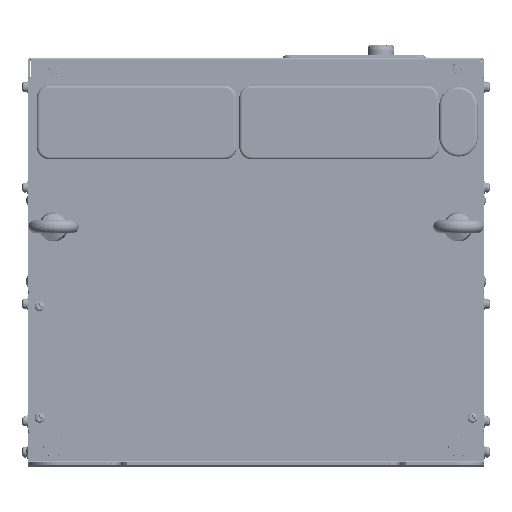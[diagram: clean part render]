
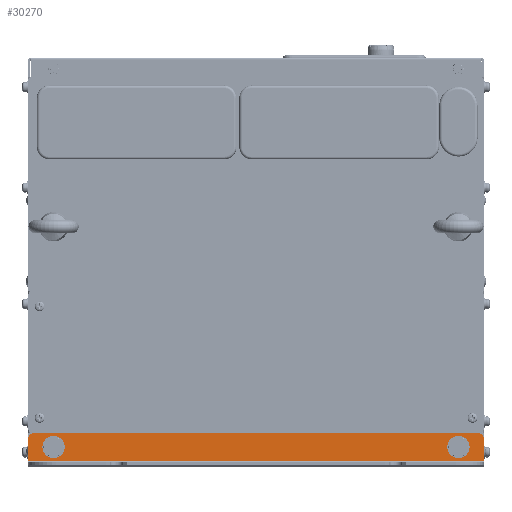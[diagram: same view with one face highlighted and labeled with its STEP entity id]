
A CAD part, top view. The second image highlights one B-rep face of the part: STEP entity #30270.
In plain terms, the highlighted planar face has unit normal (0, 0, 1).
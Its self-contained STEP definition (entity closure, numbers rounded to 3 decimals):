
#5980 = CARTESIAN_POINT ( 'NONE',  ( 163., -110.2, 286.5 ) ) ;
#6488 = CARTESIAN_POINT ( 'NONE',  ( -160., -90.2, 286.5 ) ) ;
#8147 = CARTESIAN_POINT ( 'NONE',  ( 160., -87.2, 286.5 ) ) ;
#8329 = CARTESIAN_POINT ( 'NONE',  ( 160., -90.2, 286.5 ) ) ;
#10538 = DIRECTION ( 'NONE',  ( 0., -1., 0. ) ) ;
#11191 = EDGE_LOOP ( 'NONE', ( #24211, #136923 ) ) ;
#11795 = LINE ( 'NONE', #150380, #96115 ) ;
#15638 = ORIENTED_EDGE ( 'NONE', *, *, #152120, .T. ) ;
#15769 = EDGE_CURVE ( 'NONE', #72655, #209729, #154002, .T. ) ;
#18759 = VERTEX_POINT ( 'NONE', #82462 ) ;
#19640 = PLANE ( 'NONE',  #86160 ) ;
#20326 = VERTEX_POINT ( 'NONE', #52842 ) ;
#21615 = EDGE_CURVE ( 'NONE', #18759, #115631, #74849, .T. ) ;
#21785 = EDGE_CURVE ( 'NONE', #220784, #152169, #97079, .T. ) ;
#21911 = FACE_BOUND ( 'NONE', #22620, .T. ) ;
#22064 = DIRECTION ( 'NONE',  ( 0., 1., 0. ) ) ;
#22620 = EDGE_LOOP ( 'NONE', ( #213798, #59733 ) ) ;
#24004 = CARTESIAN_POINT ( 'NONE',  ( -163., -90.2, 286.5 ) ) ;
#24211 = ORIENTED_EDGE ( 'NONE', *, *, #74271, .F. ) ;
#27805 = AXIS2_PLACEMENT_3D ( 'NONE', #6488, #165441, #180267 ) ;
#29259 = VECTOR ( 'NONE', #66080, 1000. ) ;
#30270 = ADVANCED_FACE ( 'NONE', ( #21911, #88932, #213866 ), #19640, .T. ) ;
#31105 = DIRECTION ( 'NONE',  ( 1., 0., 0. ) ) ;
#31992 = CARTESIAN_POINT ( 'NONE',  ( 145., -89., 286.5 ) ) ;
#33254 = DIRECTION ( 'NONE',  ( 0., -1., 0. ) ) ;
#36868 = VECTOR ( 'NONE', #22064, 1000. ) ;
#37958 = LINE ( 'NONE', #196949, #36868 ) ;
#45770 = CARTESIAN_POINT ( 'NONE',  ( 163., -106.7, 286.5 ) ) ;
#51250 = EDGE_CURVE ( 'NONE', #152169, #124506, #37958, .T. ) ;
#52842 = CARTESIAN_POINT ( 'NONE',  ( -160., -87.2, 286.5 ) ) ;
#54984 = EDGE_CURVE ( 'NONE', #18759, #115631, #88905, .T. ) ;
#57444 = CIRCLE ( 'NONE', #86464, 8. ) ;
#59733 = ORIENTED_EDGE ( 'NONE', *, *, #21615, .T. ) ;
#59742 = AXIS2_PLACEMENT_3D ( 'NONE', #71867, #104834, #33254 ) ;
#65849 = DIRECTION ( 'NONE',  ( 0., 0., 1. ) ) ;
#66027 = CARTESIAN_POINT ( 'NONE',  ( -145., -89., 286.5 ) ) ;
#66080 = DIRECTION ( 'NONE',  ( 0., -1., 0. ) ) ;
#66305 = CARTESIAN_POINT ( 'NONE',  ( -163., -106.7, 286.5 ) ) ;
#66728 = VECTOR ( 'NONE', #31105, 1000. ) ;
#71867 = CARTESIAN_POINT ( 'NONE',  ( 145., -97., 286.5 ) ) ;
#72655 = VERTEX_POINT ( 'NONE', #85775 ) ;
#74271 = EDGE_CURVE ( 'NONE', #72655, #209729, #57444, .T. ) ;
#74849 = CIRCLE ( 'NONE', #151111, 8. ) ;
#75247 = DIRECTION ( 'NONE',  ( 0., 0., 1. ) ) ;
#82462 = CARTESIAN_POINT ( 'NONE',  ( -145., -105., 286.5 ) ) ;
#83147 = LINE ( 'NONE', #152462, #29259 ) ;
#85775 = CARTESIAN_POINT ( 'NONE',  ( 145., -105., 286.5 ) ) ;
#86160 = AXIS2_PLACEMENT_3D ( 'NONE', #5980, #75247, #141219 ) ;
#86464 = AXIS2_PLACEMENT_3D ( 'NONE', #96851, #166155, #10538 ) ;
#88905 = CIRCLE ( 'NONE', #96194, 8. ) ;
#88932 = FACE_BOUND ( 'NONE', #11191, .T. ) ;
#90932 = CIRCLE ( 'NONE', #141691, 3. ) ;
#92053 = EDGE_LOOP ( 'NONE', ( #131478, #190304, #143117, #171009, #155674, #15638 ) ) ;
#92063 = CARTESIAN_POINT ( 'NONE',  ( -163., -106.7, 286.5 ) ) ;
#96115 = VECTOR ( 'NONE', #219680, 1000. ) ;
#96194 = AXIS2_PLACEMENT_3D ( 'NONE', #167021, #65849, #101067 ) ;
#96851 = CARTESIAN_POINT ( 'NONE',  ( 145., -97., 286.5 ) ) ;
#97079 = LINE ( 'NONE', #66305, #66728 ) ;
#101067 = DIRECTION ( 'NONE',  ( 0., -1., 0. ) ) ;
#104834 = DIRECTION ( 'NONE',  ( 0., 0., -1. ) ) ;
#115631 = VERTEX_POINT ( 'NONE', #66027 ) ;
#116195 = DIRECTION ( 'NONE',  ( 0., 0., 1. ) ) ;
#124506 = VERTEX_POINT ( 'NONE', #173661 ) ;
#128549 = EDGE_CURVE ( 'NONE', #20326, #159740, #223710, .T. ) ;
#131478 = ORIENTED_EDGE ( 'NONE', *, *, #216000, .T. ) ;
#136146 = CARTESIAN_POINT ( 'NONE',  ( -145., -97., 286.5 ) ) ;
#136923 = ORIENTED_EDGE ( 'NONE', *, *, #15769, .T. ) ;
#141219 = DIRECTION ( 'NONE',  ( 1., 0., 0. ) ) ;
#141691 = AXIS2_PLACEMENT_3D ( 'NONE', #8329, #116195, #151429 ) ;
#143117 = ORIENTED_EDGE ( 'NONE', *, *, #209882, .T. ) ;
#150380 = CARTESIAN_POINT ( 'NONE',  ( 160., -87.2, 286.5 ) ) ;
#151111 = AXIS2_PLACEMENT_3D ( 'NONE', #136146, #205471, #188442 ) ;
#151429 = DIRECTION ( 'NONE',  ( 1., 0., 0. ) ) ;
#152120 = EDGE_CURVE ( 'NONE', #124506, #212512, #90932, .T. ) ;
#152169 = VERTEX_POINT ( 'NONE', #45770 ) ;
#152462 = CARTESIAN_POINT ( 'NONE',  ( -163., -90.2, 286.5 ) ) ;
#154002 = CIRCLE ( 'NONE', #59742, 8. ) ;
#155674 = ORIENTED_EDGE ( 'NONE', *, *, #51250, .T. ) ;
#159740 = VERTEX_POINT ( 'NONE', #24004 ) ;
#165441 = DIRECTION ( 'NONE',  ( 0., 0., 1. ) ) ;
#166155 = DIRECTION ( 'NONE',  ( 0., 0., 1. ) ) ;
#167021 = CARTESIAN_POINT ( 'NONE',  ( -145., -97., 286.5 ) ) ;
#171009 = ORIENTED_EDGE ( 'NONE', *, *, #21785, .T. ) ;
#173661 = CARTESIAN_POINT ( 'NONE',  ( 163., -90.2, 286.5 ) ) ;
#180267 = DIRECTION ( 'NONE',  ( 0., 1., 0. ) ) ;
#188442 = DIRECTION ( 'NONE',  ( 0., -1., 0. ) ) ;
#190304 = ORIENTED_EDGE ( 'NONE', *, *, #128549, .T. ) ;
#196949 = CARTESIAN_POINT ( 'NONE',  ( 163., -106.7, 286.5 ) ) ;
#205471 = DIRECTION ( 'NONE',  ( 0., 0., -1. ) ) ;
#209729 = VERTEX_POINT ( 'NONE', #31992 ) ;
#209882 = EDGE_CURVE ( 'NONE', #159740, #220784, #83147, .T. ) ;
#212512 = VERTEX_POINT ( 'NONE', #8147 ) ;
#213798 = ORIENTED_EDGE ( 'NONE', *, *, #54984, .F. ) ;
#213866 = FACE_OUTER_BOUND ( 'NONE', #92053, .T. ) ;
#216000 = EDGE_CURVE ( 'NONE', #212512, #20326, #11795, .T. ) ;
#219680 = DIRECTION ( 'NONE',  ( -1., 0., 0. ) ) ;
#220784 = VERTEX_POINT ( 'NONE', #92063 ) ;
#223710 = CIRCLE ( 'NONE', #27805, 3. ) ;
